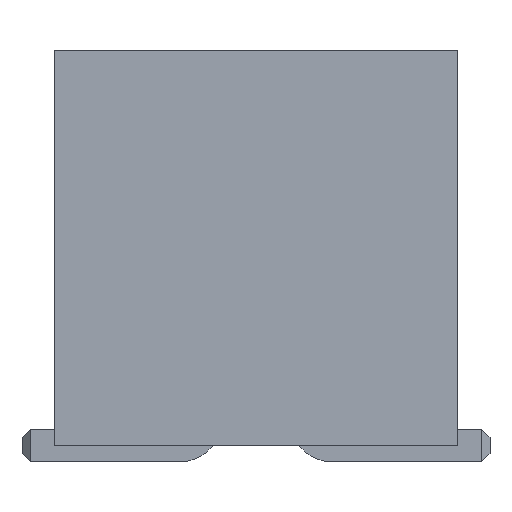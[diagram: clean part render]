
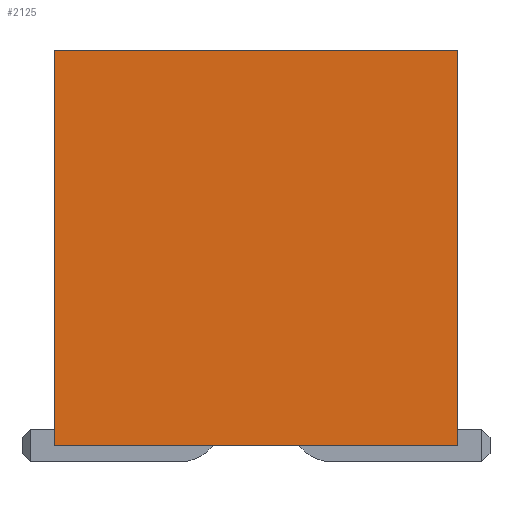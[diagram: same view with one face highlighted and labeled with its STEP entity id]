
A CAD part, front view. The second image highlights one B-rep face of the part: STEP entity #2125.
In plain terms, the highlighted planar face has unit normal (0, -1, 0).
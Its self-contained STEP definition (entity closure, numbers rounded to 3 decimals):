
#195=FACE_OUTER_BOUND('',#322,.T.);
#322=EDGE_LOOP('',(#1864,#1865,#1866,#1867));
#561=LINE('',#3410,#824);
#582=LINE('',#3453,#845);
#583=LINE('',#3454,#846);
#584=LINE('',#3455,#847);
#824=VECTOR('',#2818,10.);
#845=VECTOR('',#2857,10.);
#846=VECTOR('',#2858,10.);
#847=VECTOR('',#2859,10.);
#1010=VERTEX_POINT('',#3407);
#1011=VERTEX_POINT('',#3409);
#1023=VERTEX_POINT('',#3451);
#1024=VERTEX_POINT('',#3452);
#1285=EDGE_CURVE('',#1010,#1011,#561,.T.);
#1306=EDGE_CURVE('',#1023,#1024,#582,.T.);
#1307=EDGE_CURVE('',#1024,#1011,#583,.T.);
#1308=EDGE_CURVE('',#1023,#1010,#584,.T.);
#1864=ORIENTED_EDGE('',*,*,#1306,.T.);
#1865=ORIENTED_EDGE('',*,*,#1307,.T.);
#1866=ORIENTED_EDGE('',*,*,#1285,.F.);
#1867=ORIENTED_EDGE('',*,*,#1308,.F.);
#1998=PLANE('',#2297);
#2125=ADVANCED_FACE('',(#195),#1998,.T.);
#2297=AXIS2_PLACEMENT_3D('',#3450,#2855,#2856);
#2818=DIRECTION('',(1.,0.,0.));
#2855=DIRECTION('center_axis',(0.,-1.,0.));
#2856=DIRECTION('ref_axis',(1.,0.,0.));
#2857=DIRECTION('',(1.,0.,0.));
#2858=DIRECTION('',(0.,0.,1.));
#2859=DIRECTION('',(0.,0.,1.));
#3407=CARTESIAN_POINT('',(-2.5,-5.005,4.9));
#3409=CARTESIAN_POINT('',(2.5,-5.005,4.9));
#3410=CARTESIAN_POINT('',(-2.5,-5.005,4.9));
#3450=CARTESIAN_POINT('Origin',(-2.5,-5.005,0.));
#3451=CARTESIAN_POINT('',(-2.5,-5.005,0.));
#3452=CARTESIAN_POINT('',(2.5,-5.005,0.));
#3453=CARTESIAN_POINT('',(-2.5,-5.005,0.));
#3454=CARTESIAN_POINT('',(2.5,-5.005,0.));
#3455=CARTESIAN_POINT('',(-2.5,-5.005,0.));
